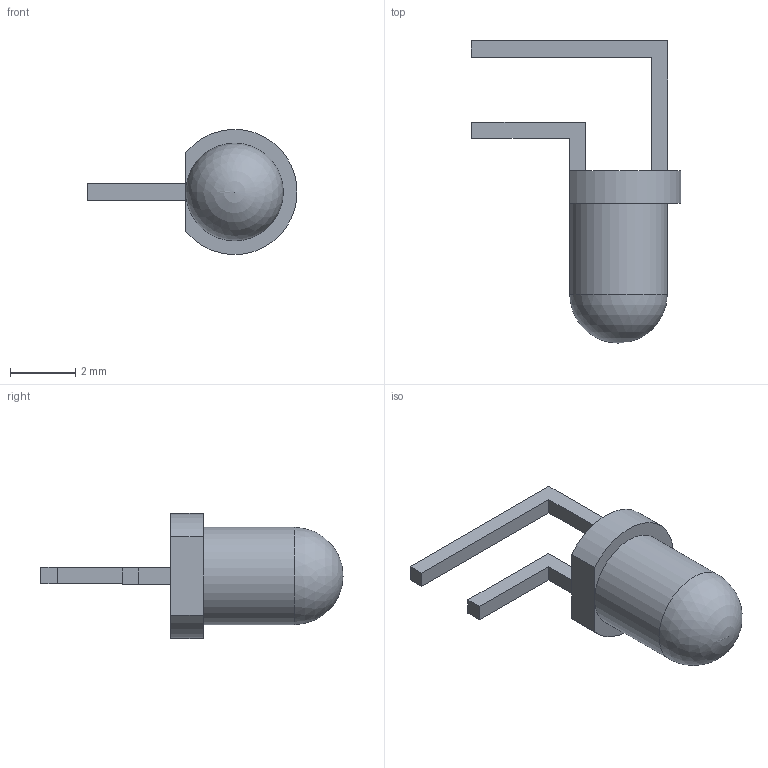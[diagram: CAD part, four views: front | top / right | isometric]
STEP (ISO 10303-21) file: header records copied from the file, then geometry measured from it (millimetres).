
FILE_DESCRIPTION(/* description */ (''),/* implementation_level */ '2;1');
FILE_NAME(/* name */ 'LED_3MM_RA_2.stp',/* time_stamp */ '2020-05-22T16:43:13-04:00',/* author */ ('Keven'),/* organization */ (''),/* preprocessor_version */ 'ST-DEVELOPER v17',/* originating_system */ 'Autodesk Inventor 2019',/* authorisation */ '');
FILE_SCHEMA (('AUTOMOTIVE_DESIGN { 1 0 10303 214 3 1 1 }'));
Length unit declared in the file: millimetre
Products named in the file (5): Assembly2; LED_3MM_RA_2; LED_BODY; LED_PIN_2; LED_PIN_3
Assembly tree (4 placements, depth 3):
  Assembly2
    LED_3MM_RA_2
      LED_BODY
      LED_PIN_2
      LED_PIN_3
Bounding box: 6.45 x 9.29 x 3.85 mm (x, y, z)
Volume: 3.5 mm3; surface area: 95.9 mm2
Topology: 2 solids, 3 shells, 23 faces, 61 edges, 42 vertices
Faces by surface type: plane 20, cylinder 2, sphere 1
Full cylindrical faces by diameter (mm): 3 x1
Entity records: 882 total; most frequent: CARTESIAN_POINT 134, DIRECTION 130, ORIENTED_EDGE 110, EDGE_CURVE 60, LINE 54, VECTOR 54, VERTEX_POINT 42, AXIS2_PLACEMENT_3D 38
